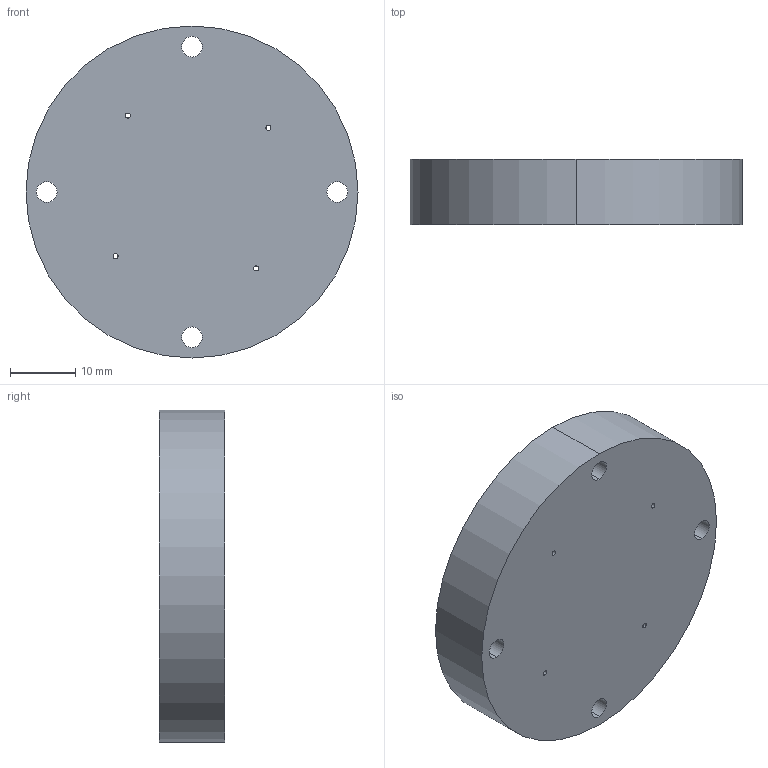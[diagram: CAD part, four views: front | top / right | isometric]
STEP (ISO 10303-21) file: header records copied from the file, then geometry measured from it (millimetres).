
FILE_DESCRIPTION (( 'STEP AP214' ), '1' );
FILE_NAME ('Top Disk before dowels - JOVE.STEP', '2018-07-10T12:45:52', ( '' ), ( '' ), 'SwSTEP 2.0', 'SolidWorks 2017', '' );
FILE_SCHEMA (( 'AUTOMOTIVE_DESIGN' ));
Length unit declared in the file: inch
Products named in the file (1): Top Disk before dowels - JOVE
Bounding box: 50.8 x 10.01 x 50.8 mm (x, y, z)
Volume: 19013 mm3; surface area: 6605.1 mm2
Topology: 1 solids, 1 shells, 32 faces, 78 edges, 52 vertices
Faces by surface type: cylinder 26, plane 6
Entity records: 1176 total; most frequent: DIRECTION 196, CARTESIAN_POINT 163, ORIENTED_EDGE 156, AXIS2_PLACEMENT_3D 85, EDGE_CURVE 78, EDGE_LOOP 52, VERTEX_POINT 52, CIRCLE 52
